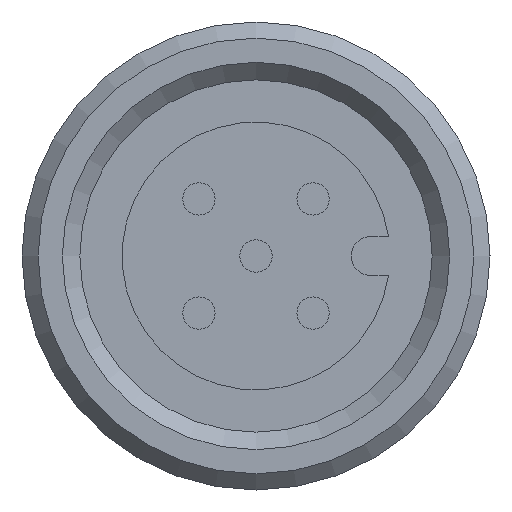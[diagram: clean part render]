
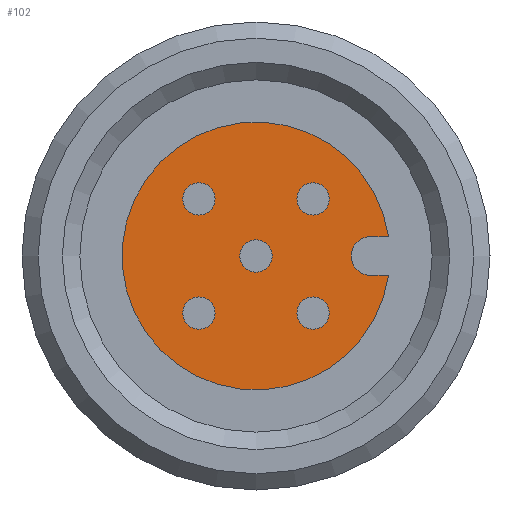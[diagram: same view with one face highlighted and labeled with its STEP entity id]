
A CAD part, left-side view. The second image highlights one B-rep face of the part: STEP entity #102.
In plain terms, the highlighted planar face has unit normal (-1, 0, 0).
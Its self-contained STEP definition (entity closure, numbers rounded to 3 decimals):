
#102 = ADVANCED_FACE( '', ( #185, #186, #187, #188, #189, #190 ), #191, .F. );
#185 = FACE_BOUND( '', #278, .T. );
#186 = FACE_BOUND( '', #279, .T. );
#187 = FACE_BOUND( '', #280, .T. );
#188 = FACE_BOUND( '', #281, .T. );
#189 = FACE_BOUND( '', #282, .T. );
#190 = FACE_OUTER_BOUND( '', #283, .T. );
#191 = PLANE( '', #284 );
#278 = EDGE_LOOP( '', ( #440 ) );
#279 = EDGE_LOOP( '', ( #441 ) );
#280 = EDGE_LOOP( '', ( #442 ) );
#281 = EDGE_LOOP( '', ( #443 ) );
#282 = EDGE_LOOP( '', ( #444 ) );
#283 = EDGE_LOOP( '', ( #445, #446, #447, #448 ) );
#284 = AXIS2_PLACEMENT_3D( '', #449, #450, #451 );
#440 = ORIENTED_EDGE( '', *, *, #509, .T. );
#441 = ORIENTED_EDGE( '', *, *, #507, .T. );
#442 = ORIENTED_EDGE( '', *, *, #505, .T. );
#443 = ORIENTED_EDGE( '', *, *, #503, .T. );
#444 = ORIENTED_EDGE( '', *, *, #501, .T. );
#445 = ORIENTED_EDGE( '', *, *, #494, .F. );
#446 = ORIENTED_EDGE( '', *, *, #500, .T. );
#447 = ORIENTED_EDGE( '', *, *, #498, .F. );
#448 = ORIENTED_EDGE( '', *, *, #496, .F. );
#449 = CARTESIAN_POINT( '', ( 0., 0., 0. ) );
#450 = DIRECTION( '', ( 1., 0., 0. ) );
#451 = DIRECTION( '', ( 0., 0., -1. ) );
#494 = EDGE_CURVE( '', #553, #555, #556, .T. );
#496 = EDGE_CURVE( '', #555, #558, #559, .T. );
#498 = EDGE_CURVE( '', #558, #561, #562, .T. );
#500 = EDGE_CURVE( '', #553, #561, #564, .T. );
#501 = EDGE_CURVE( '', #565, #565, #566, .T. );
#503 = EDGE_CURVE( '', #569, #569, #570, .T. );
#505 = EDGE_CURVE( '', #573, #573, #574, .T. );
#507 = EDGE_CURVE( '', #577, #577, #578, .T. );
#509 = EDGE_CURVE( '', #581, #581, #582, .T. );
#553 = VERTEX_POINT( '', #629 );
#555 = VERTEX_POINT( '', #632 );
#556 = LINE( '', #633, #634 );
#558 = VERTEX_POINT( '', #637 );
#559 = CIRCLE( '', #638, 4.15 );
#561 = VERTEX_POINT( '', #641 );
#562 = LINE( '', #642, #643 );
#564 = CIRCLE( '', #646, 0.6 );
#565 = VERTEX_POINT( '', #647 );
#566 = CIRCLE( '', #648, 0.5 );
#569 = VERTEX_POINT( '', #651 );
#570 = CIRCLE( '', #652, 0.5 );
#573 = VERTEX_POINT( '', #655 );
#574 = CIRCLE( '', #656, 0.5 );
#577 = VERTEX_POINT( '', #659 );
#578 = CIRCLE( '', #660, 0.5 );
#581 = VERTEX_POINT( '', #663 );
#582 = CIRCLE( '', #664, 0.5 );
#629 = CARTESIAN_POINT( '', ( 0., -3.55, -0.6 ) );
#632 = CARTESIAN_POINT( '', ( 0., -4.106, -0.6 ) );
#633 = CARTESIAN_POINT( '', ( 0., -3.55, -0.6 ) );
#634 = VECTOR( '', #727, 1000. );
#637 = CARTESIAN_POINT( '', ( 0., -4.106, 0.6 ) );
#638 = AXIS2_PLACEMENT_3D( '', #729, #730, #731 );
#641 = CARTESIAN_POINT( '', ( 0., -3.55, 0.6 ) );
#642 = CARTESIAN_POINT( '', ( 0., -4.106, 0.6 ) );
#643 = VECTOR( '', #733, 1000. );
#646 = AXIS2_PLACEMENT_3D( '', #735, #736, #737 );
#647 = CARTESIAN_POINT( '', ( 0., -1.768, -2.268 ) );
#648 = AXIS2_PLACEMENT_3D( '', #738, #739, #740 );
#651 = CARTESIAN_POINT( '', ( 0., 1.768, -2.268 ) );
#652 = AXIS2_PLACEMENT_3D( '', #744, #745, #746 );
#655 = CARTESIAN_POINT( '', ( 0., 0., -0.5 ) );
#656 = AXIS2_PLACEMENT_3D( '', #750, #751, #752 );
#659 = CARTESIAN_POINT( '', ( 0., -1.768, 1.268 ) );
#660 = AXIS2_PLACEMENT_3D( '', #756, #757, #758 );
#663 = CARTESIAN_POINT( '', ( 0., 1.768, 1.268 ) );
#664 = AXIS2_PLACEMENT_3D( '', #762, #763, #764 );
#727 = DIRECTION( '', ( 0., -1., 0. ) );
#729 = CARTESIAN_POINT( '', ( 0., 0., 0. ) );
#730 = DIRECTION( '', ( 1., 0., 0. ) );
#731 = DIRECTION( '', ( 0., 0., -1. ) );
#733 = DIRECTION( '', ( 0., 1., 0. ) );
#735 = CARTESIAN_POINT( '', ( 0., -3.55, 0. ) );
#736 = DIRECTION( '', ( 1., 0., 0. ) );
#737 = DIRECTION( '', ( 0., 0., -1. ) );
#738 = CARTESIAN_POINT( '', ( 0., -1.768, -1.768 ) );
#739 = DIRECTION( '', ( 1., 0., 0. ) );
#740 = DIRECTION( '', ( 0., 0., -1. ) );
#744 = CARTESIAN_POINT( '', ( 0., 1.768, -1.768 ) );
#745 = DIRECTION( '', ( 1., 0., 0. ) );
#746 = DIRECTION( '', ( 0., 0., -1. ) );
#750 = CARTESIAN_POINT( '', ( 0., 0., 0. ) );
#751 = DIRECTION( '', ( 1., 0., 0. ) );
#752 = DIRECTION( '', ( 0., 0., -1. ) );
#756 = CARTESIAN_POINT( '', ( 0., -1.768, 1.768 ) );
#757 = DIRECTION( '', ( 1., 0., 0. ) );
#758 = DIRECTION( '', ( 0., 0., -1. ) );
#762 = CARTESIAN_POINT( '', ( 0., 1.768, 1.768 ) );
#763 = DIRECTION( '', ( 1., 0., 0. ) );
#764 = DIRECTION( '', ( 0., 0., -1. ) );
